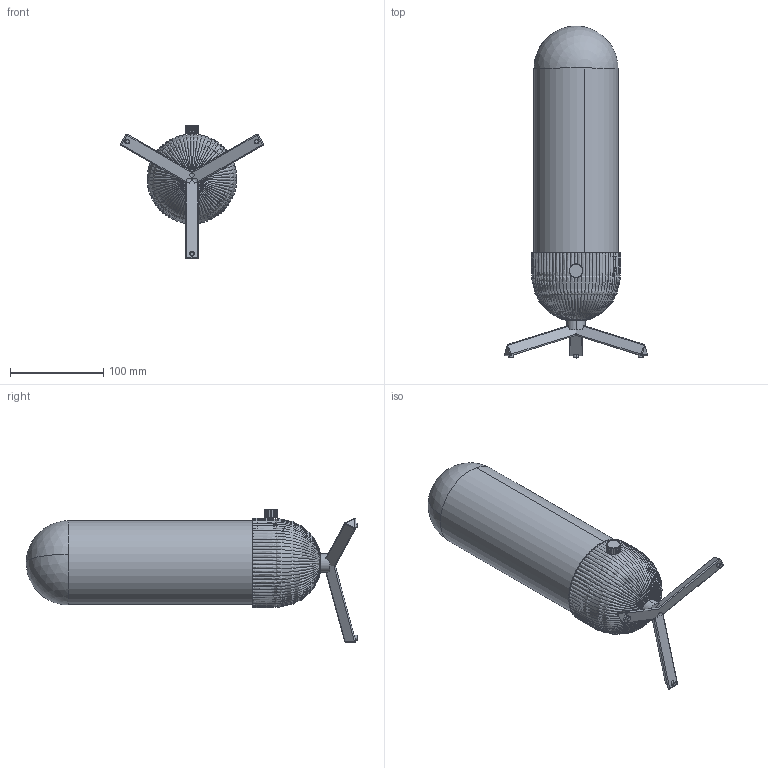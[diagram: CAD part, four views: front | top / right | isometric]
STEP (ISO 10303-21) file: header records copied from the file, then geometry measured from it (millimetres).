
FILE_DESCRIPTION (( 'STEP AP203' ), '1' );
FILE_NAME ('BC 82 TL_exported.step', '2025-03-28T04:15:29', ( '' ), ( '' ), 'SwSTEP 2.0', 'SolidWorks 2024', '' );
FILE_SCHEMA (( 'CONFIG_CONTROL_DESIGN' ));
Length unit declared in the file: millimetre
Products named in the file (1): BC 82 TL_exported
Bounding box: 153.22 x 355 x 142 mm (x, y, z)
Surface area: 118882.7 mm2 (no closed solid volume)
Topology: 0 solids, 10 shells, 263 faces, 1206 edges, 905 vertices
Faces by surface type: bspline 108, cylinder 74, plane 59, sphere 14, torus 8
Entity records: 55417 total; most frequent: CARTESIAN_POINT 48004, ORIENTED_EDGE 1859, EDGE_CURVE 1192, B_SPLINE_CURVE_WITH_KNOTS 906, VERTEX_POINT 899, DIRECTION 721, AXIS2_PLACEMENT_3D 297, EDGE_LOOP 264
